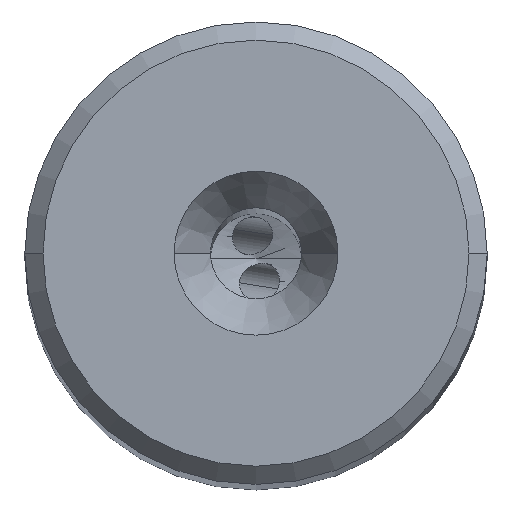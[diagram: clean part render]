
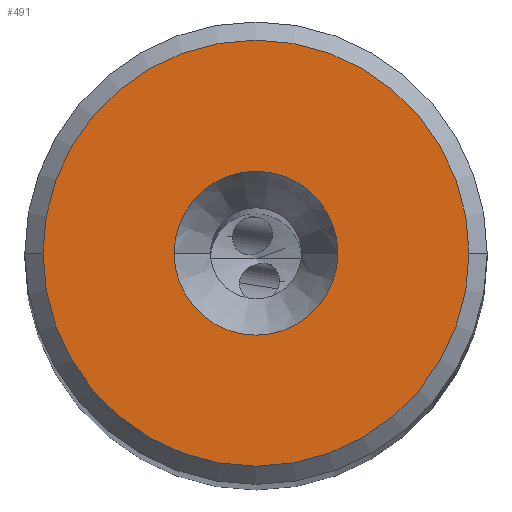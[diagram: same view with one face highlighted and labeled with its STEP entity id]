
A CAD part, top view. The second image highlights one B-rep face of the part: STEP entity #491.
In plain terms, the highlighted planar face has unit normal (0, 0, 1).
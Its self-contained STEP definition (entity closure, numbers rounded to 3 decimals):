
#491=ADVANCED_FACE('',(#639,#640),#618,.T.);
#618=PLANE('',#4126);
#639=FACE_BOUND('',#758,.T.);
#640=FACE_BOUND('',#759,.T.);
#758=EDGE_LOOP('',(#2034,#2035));
#759=EDGE_LOOP('',(#2036,#2037));
#1252=CIRCLE('',#4121,4.5);
#1253=CIRCLE('',#4123,11.7);
#1254=CIRCLE('',#4124,11.7);
#1255=CIRCLE('',#4125,4.5);
#2034=ORIENTED_EDGE('',*,*,#3283,.F.);
#2035=ORIENTED_EDGE('',*,*,#3284,.F.);
#2036=ORIENTED_EDGE('',*,*,#3285,.F.);
#2037=ORIENTED_EDGE('',*,*,#3282,.F.);
#2781=VERTEX_POINT('',#8841);
#2782=VERTEX_POINT('',#8843);
#2783=VERTEX_POINT('',#8847);
#2784=VERTEX_POINT('',#8848);
#3282=EDGE_CURVE('',#2782,#2781,#1252,.T.);
#3283=EDGE_CURVE('',#2783,#2784,#1253,.T.);
#3284=EDGE_CURVE('',#2784,#2783,#1254,.T.);
#3285=EDGE_CURVE('',#2781,#2782,#1255,.T.);
#4121=AXIS2_PLACEMENT_3D('',#8844,#4844,#4845);
#4123=AXIS2_PLACEMENT_3D('',#8846,#4848,#4849);
#4124=AXIS2_PLACEMENT_3D('',#8849,#4850,#4851);
#4125=AXIS2_PLACEMENT_3D('',#8850,#4852,#4853);
#4126=AXIS2_PLACEMENT_3D('',#8851,#4854,#4855);
#4844=DIRECTION('',(0.,0.,1.));
#4845=DIRECTION('',(1.,0.,0.));
#4848=DIRECTION('',(0.,0.,-1.));
#4849=DIRECTION('',(-1.,0.,0.));
#4850=DIRECTION('',(0.,0.,-1.));
#4851=DIRECTION('',(1.,0.,0.));
#4852=DIRECTION('',(0.,0.,1.));
#4853=DIRECTION('',(-1.,0.,0.));
#4854=DIRECTION('',(0.,0.,1.));
#4855=DIRECTION('',(1.,0.,0.));
#8841=CARTESIAN_POINT('',(-4.5,0.,0.));
#8843=CARTESIAN_POINT('',(4.5,0.,0.));
#8844=CARTESIAN_POINT('',(0.,0.,0.));
#8846=CARTESIAN_POINT('',(0.,0.,0.));
#8847=CARTESIAN_POINT('',(-11.7,0.,0.));
#8848=CARTESIAN_POINT('',(11.7,0.,0.));
#8849=CARTESIAN_POINT('',(0.,0.,0.));
#8850=CARTESIAN_POINT('',(0.,0.,0.));
#8851=CARTESIAN_POINT('',(0.,0.,0.));
